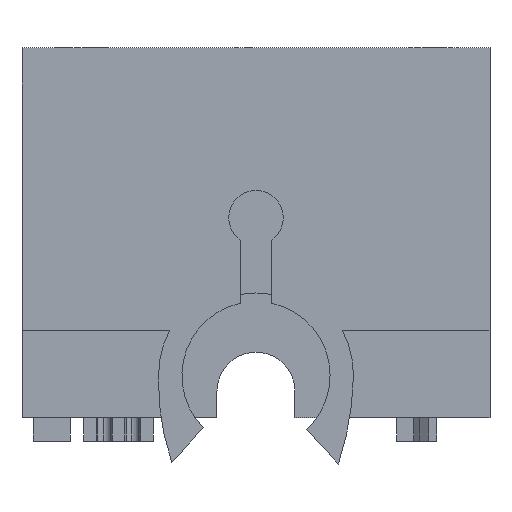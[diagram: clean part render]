
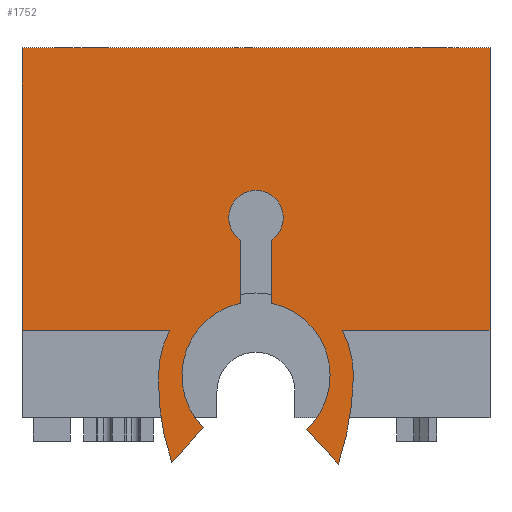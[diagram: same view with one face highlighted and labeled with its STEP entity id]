
A CAD part, front view. The second image highlights one B-rep face of the part: STEP entity #1752.
In plain terms, the highlighted planar face has unit normal (0, -1, 0).
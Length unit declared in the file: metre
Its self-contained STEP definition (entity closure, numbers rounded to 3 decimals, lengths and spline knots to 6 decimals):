
#83=CIRCLE('',#1858,0.00625);
#84=CIRCLE('',#1860,0.015597);
#85=CIRCLE('',#1863,0.00475);
#86=CIRCLE('',#1866,0.00175);
#87=CIRCLE('',#1869,0.00475);
#88=CIRCLE('',#1872,0.019496);
#89=CIRCLE('',#1874,0.00625);
#223=ORIENTED_EDGE('',*,*,#664,.F.);
#224=ORIENTED_EDGE('',*,*,#666,.T.);
#225=ORIENTED_EDGE('',*,*,#668,.T.);
#226=ORIENTED_EDGE('',*,*,#670,.F.);
#227=ORIENTED_EDGE('',*,*,#672,.F.);
#228=ORIENTED_EDGE('',*,*,#674,.F.);
#229=ORIENTED_EDGE('',*,*,#676,.F.);
#230=ORIENTED_EDGE('',*,*,#678,.F.);
#231=ORIENTED_EDGE('',*,*,#680,.F.);
#232=ORIENTED_EDGE('',*,*,#682,.T.);
#233=ORIENTED_EDGE('',*,*,#684,.T.);
#234=ORIENTED_EDGE('',*,*,#686,.T.);
#235=ORIENTED_EDGE('',*,*,#691,.F.);
#236=ORIENTED_EDGE('',*,*,#695,.T.);
#237=ORIENTED_EDGE('',*,*,#702,.T.);
#238=ORIENTED_EDGE('',*,*,#700,.F.);
#664=EDGE_CURVE('',#918,#917,#1086,.T.);
#666=EDGE_CURVE('',#918,#919,#83,.T.);
#668=EDGE_CURVE('',#919,#920,#84,.T.);
#670=EDGE_CURVE('',#921,#920,#1090,.T.);
#672=EDGE_CURVE('',#922,#921,#85,.T.);
#674=EDGE_CURVE('',#923,#922,#1093,.T.);
#676=EDGE_CURVE('',#924,#923,#86,.T.);
#678=EDGE_CURVE('',#925,#924,#1096,.T.);
#680=EDGE_CURVE('',#926,#925,#87,.T.);
#682=EDGE_CURVE('',#926,#927,#1099,.T.);
#684=EDGE_CURVE('',#927,#928,#88,.T.);
#686=EDGE_CURVE('',#928,#929,#89,.T.);
#691=EDGE_CURVE('',#932,#929,#1104,.T.);
#695=EDGE_CURVE('',#932,#935,#1108,.T.);
#700=EDGE_CURVE('',#917,#938,#1113,.T.);
#702=EDGE_CURVE('',#935,#938,#1115,.T.);
#917=VERTEX_POINT('',#2483);
#918=VERTEX_POINT('',#2486);
#919=VERTEX_POINT('',#2490);
#920=VERTEX_POINT('',#2494);
#921=VERTEX_POINT('',#2498);
#922=VERTEX_POINT('',#2502);
#923=VERTEX_POINT('',#2506);
#924=VERTEX_POINT('',#2510);
#925=VERTEX_POINT('',#2514);
#926=VERTEX_POINT('',#2518);
#927=VERTEX_POINT('',#2522);
#928=VERTEX_POINT('',#2526);
#929=VERTEX_POINT('',#2530);
#932=VERTEX_POINT('',#2539);
#935=VERTEX_POINT('',#2547);
#938=VERTEX_POINT('',#2557);
#1086=LINE('',#2487,#1272);
#1090=LINE('',#2499,#1276);
#1093=LINE('',#2507,#1279);
#1096=LINE('',#2515,#1282);
#1099=LINE('',#2523,#1285);
#1104=LINE('',#2540,#1290);
#1108=LINE('',#2548,#1294);
#1113=LINE('',#2556,#1299);
#1115=LINE('',#2560,#1301);
#1272=VECTOR('',#2026,1.);
#1276=VECTOR('',#2040,1.);
#1279=VECTOR('',#2049,1.);
#1282=VECTOR('',#2058,1.);
#1285=VECTOR('',#2067,1.);
#1290=VECTOR('',#2086,1.);
#1294=VECTOR('',#2092,1.);
#1299=VECTOR('',#2099,1.);
#1301=VECTOR('',#2103,1.);
#1453=EDGE_LOOP('',(#223,#224,#225,#226,#227,#228,#229,#230,#231,#232,#233,
#234,#235,#236,#237,#238));
#1573=FACE_BOUND('',#1453,.T.);
#1682=PLANE('',#1880);
#1752=ADVANCED_FACE('',(#1573),#1682,.T.);
#1858=AXIS2_PLACEMENT_3D('',#2491,#2030,#2031);
#1860=AXIS2_PLACEMENT_3D('',#2495,#2035,#2036);
#1863=AXIS2_PLACEMENT_3D('',#2503,#2044,#2045);
#1866=AXIS2_PLACEMENT_3D('',#2511,#2053,#2054);
#1869=AXIS2_PLACEMENT_3D('',#2519,#2062,#2063);
#1872=AXIS2_PLACEMENT_3D('',#2527,#2071,#2072);
#1874=AXIS2_PLACEMENT_3D('',#2531,#2076,#2077);
#1880=AXIS2_PLACEMENT_3D('',#2559,#2101,#2102);
#2026=DIRECTION('',(-1.,0.,0.));
#2030=DIRECTION('',(0.,-1.,0.));
#2031=DIRECTION('',(1.,0.,0.));
#2035=DIRECTION('',(0.,-1.,0.));
#2036=DIRECTION('',(1.,0.,0.));
#2040=DIRECTION('',(-0.674,0.,-0.739));
#2044=DIRECTION('',(0.,-1.,0.));
#2045=DIRECTION('',(1.,0.,0.));
#2049=DIRECTION('',(0.,0.,-1.));
#2053=DIRECTION('',(0.,-1.,0.));
#2054=DIRECTION('',(1.,0.,0.));
#2058=DIRECTION('',(0.,0.,1.));
#2062=DIRECTION('',(0.,-1.,0.));
#2063=DIRECTION('',(1.,0.,0.));
#2067=DIRECTION('',(0.682,0.,-0.731));
#2071=DIRECTION('',(0.,-1.,0.));
#2072=DIRECTION('',(1.,0.,0.));
#2076=DIRECTION('',(0.,-1.,0.));
#2077=DIRECTION('',(1.,0.,0.));
#2086=DIRECTION('',(-1.,0.,0.));
#2092=DIRECTION('',(0.,0.,1.));
#2099=DIRECTION('',(0.,0.,1.));
#2101=DIRECTION('',(0.,-1.,0.));
#2102=DIRECTION('',(1.,0.,0.));
#2103=DIRECTION('',(-1.,0.,0.));
#2483=CARTESIAN_POINT('',(-0.015,-0.067053,-0.044089));
#2486=CARTESIAN_POINT('',(-0.005531,-0.067053,-0.044089));
#2487=CARTESIAN_POINT('',(0.,-0.067053,-0.044089));
#2490=CARTESIAN_POINT('',(-0.006249,-0.067053,-0.047083));
#2491=CARTESIAN_POINT('',(0.,-0.067053,-0.047));
#2494=CARTESIAN_POINT('',(-0.005395,-0.067053,-0.05256));
#2495=CARTESIAN_POINT('',(0.009343,-0.067053,-0.047457));
#2498=CARTESIAN_POINT('',(-0.003373,-0.067053,-0.050345));
#2499=CARTESIAN_POINT('',(-0.008194,-0.067053,-0.055626));
#2502=CARTESIAN_POINT('',(-0.001,-0.067053,-0.042356));
#2503=CARTESIAN_POINT('',(0.,-0.067053,-0.047));
#2506=CARTESIAN_POINT('',(-0.001,-0.067053,-0.03831));
#2507=CARTESIAN_POINT('',(-0.001,-0.067053,-0.041593));
#2510=CARTESIAN_POINT('',(0.001,-0.067053,-0.03831));
#2511=CARTESIAN_POINT('',(0.,-0.067053,-0.036874));
#2514=CARTESIAN_POINT('',(0.001,-0.067053,-0.042356));
#2515=CARTESIAN_POINT('',(0.001,-0.067053,-0.041593));
#2518=CARTESIAN_POINT('',(0.003239,-0.067053,-0.050475));
#2519=CARTESIAN_POINT('',(0.,-0.067053,-0.047));
#2522=CARTESIAN_POINT('',(0.005284,-0.067053,-0.052669));
#2523=CARTESIAN_POINT('',(0.008093,-0.067053,-0.055682));
#2526=CARTESIAN_POINT('',(0.00625,-0.067053,-0.047));
#2527=CARTESIAN_POINT('',(-0.013242,-0.067053,-0.046597));
#2530=CARTESIAN_POINT('',(0.005531,-0.067053,-0.044089));
#2531=CARTESIAN_POINT('',(0.,-0.067053,-0.047));
#2539=CARTESIAN_POINT('',(0.015,-0.067053,-0.044089));
#2540=CARTESIAN_POINT('',(0.,-0.067053,-0.044089));
#2547=CARTESIAN_POINT('',(0.015,-0.067053,-0.025999));
#2548=CARTESIAN_POINT('',(0.015,-0.067053,-0.047));
#2556=CARTESIAN_POINT('',(-0.015,-0.067053,-0.047));
#2557=CARTESIAN_POINT('',(-0.015,-0.067053,-0.025999));
#2559=CARTESIAN_POINT('',(0.,-0.067053,-0.047));
#2560=CARTESIAN_POINT('',(0.,-0.067053,-0.025999));
